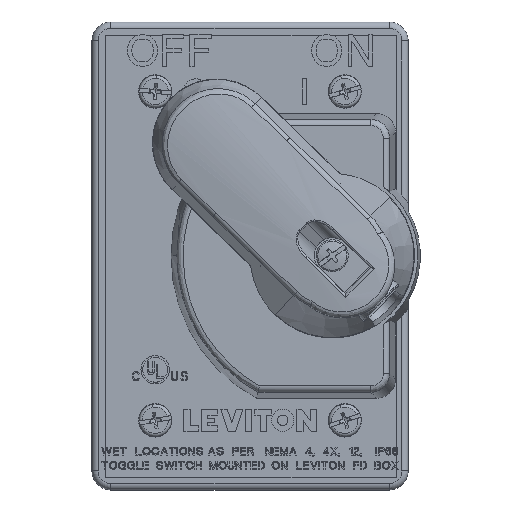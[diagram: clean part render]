
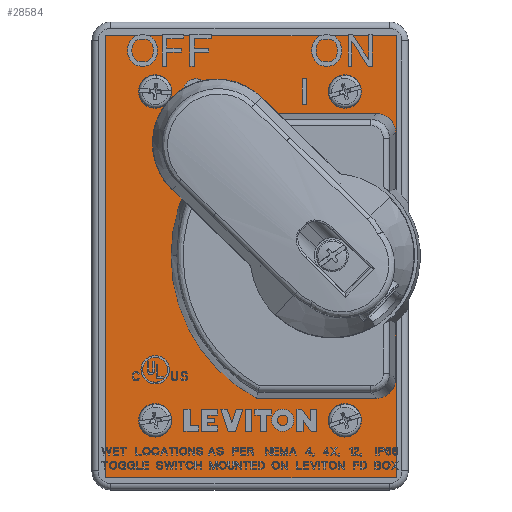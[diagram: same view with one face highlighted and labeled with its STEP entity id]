
A CAD part, top view. The second image highlights one B-rep face of the part: STEP entity #28584.
In plain terms, the highlighted planar face has unit normal (0, 0, 1).
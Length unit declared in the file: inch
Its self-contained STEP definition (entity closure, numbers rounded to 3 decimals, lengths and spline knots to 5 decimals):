
#22 = CARTESIAN_POINT ( 'NONE',  ( 24.59602, 31.84141, 50.9561 ) ) ;
#2888 = EDGE_CURVE ( 'NONE', #56673, #36859, #23302, .T. ) ;
#7488 = ORIENTED_EDGE ( 'NONE', *, *, #80176, .T. ) ;
#15247 = CARTESIAN_POINT ( 'NONE',  ( 21.72373, 31.84141, 50.9561 ) ) ;
#18114 = DIRECTION ( 'NONE',  ( -1., 0., 0. ) ) ;
#18257 = ORIENTED_EDGE ( 'NONE', *, *, #66969, .T. ) ;
#21329 = CARTESIAN_POINT ( 'NONE',  ( 21.72373, 31.84141, 50.9561 ) ) ;
#22204 = LINE ( 'NONE', #15247, #69663 ) ;
#23302 = LINE ( 'NONE', #82026, #72681 ) ;
#26139 = CARTESIAN_POINT ( 'NONE',  ( 21.72373, 36.2137, 50.9561 ) ) ;
#28584 = ADVANCED_FACE ( 'NONE', ( #37899 ), #70498, .T. ) ;
#28832 = DIRECTION ( 'NONE',  ( 0., 0., 1. ) ) ;
#33492 = CARTESIAN_POINT ( 'NONE',  ( 24.59602, 36.2137, 50.9561 ) ) ;
#36859 = VERTEX_POINT ( 'NONE', #21329 ) ;
#37812 = EDGE_LOOP ( 'NONE', ( #41205, #18257, #79131, #7488 ) ) ;
#37899 = FACE_OUTER_BOUND ( 'NONE', #37812, .T. ) ;
#41147 = LINE ( 'NONE', #26139, #65898 ) ;
#41205 = ORIENTED_EDGE ( 'NONE', *, *, #2888, .T. ) ;
#46559 = VERTEX_POINT ( 'NONE', #22 ) ;
#56673 = VERTEX_POINT ( 'NONE', #103710 ) ;
#59643 = CARTESIAN_POINT ( 'NONE',  ( 24.59602, 36.2137, 50.9561 ) ) ;
#61872 = EDGE_CURVE ( 'NONE', #46559, #102758, #65054, .T. ) ;
#65054 = LINE ( 'NONE', #33492, #93103 ) ;
#65898 = VECTOR ( 'NONE', #18114, 39.37008 ) ;
#66969 = EDGE_CURVE ( 'NONE', #36859, #46559, #22204, .T. ) ;
#69663 = VECTOR ( 'NONE', #70836, 39.37008 ) ;
#70498 = PLANE ( 'NONE',  #82860 ) ;
#70836 = DIRECTION ( 'NONE',  ( 1., 0., 0. ) ) ;
#72464 = DIRECTION ( 'NONE',  ( 0., -1., 0. ) ) ;
#72681 = VECTOR ( 'NONE', #72464, 39.37008 ) ;
#76916 = CARTESIAN_POINT ( 'NONE',  ( 23.15123, 34.0362, 50.9561 ) ) ;
#79131 = ORIENTED_EDGE ( 'NONE', *, *, #61872, .T. ) ;
#80176 = EDGE_CURVE ( 'NONE', #102758, #56673, #41147, .T. ) ;
#82026 = CARTESIAN_POINT ( 'NONE',  ( 21.72373, 36.2137, 50.9561 ) ) ;
#82860 = AXIS2_PLACEMENT_3D ( 'NONE', #76916, #28832, #95637 ) ;
#93103 = VECTOR ( 'NONE', #99239, 39.37008 ) ;
#95637 = DIRECTION ( 'NONE',  ( 1., 0., 0. ) ) ;
#99239 = DIRECTION ( 'NONE',  ( 0., 1., 0. ) ) ;
#102758 = VERTEX_POINT ( 'NONE', #59643 ) ;
#103710 = CARTESIAN_POINT ( 'NONE',  ( 21.72373, 36.2137, 50.9561 ) ) ;
